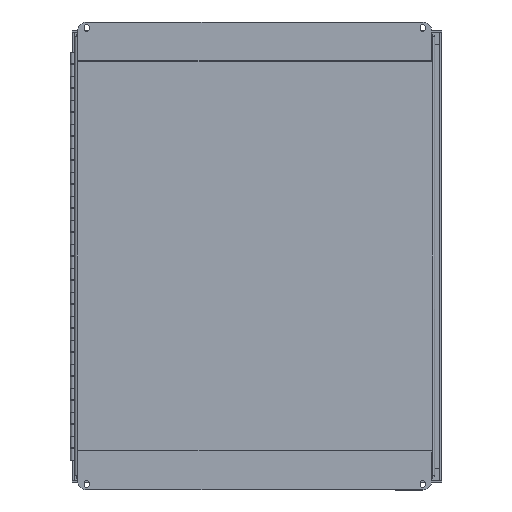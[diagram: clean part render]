
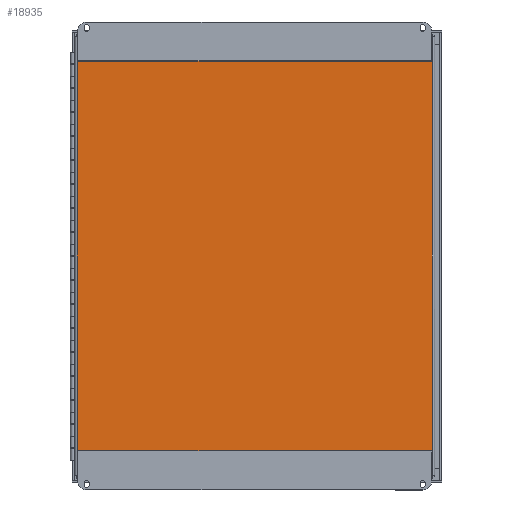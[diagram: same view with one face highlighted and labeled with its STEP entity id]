
A CAD part, top view. The second image highlights one B-rep face of the part: STEP entity #18935.
In plain terms, the highlighted face is planar.
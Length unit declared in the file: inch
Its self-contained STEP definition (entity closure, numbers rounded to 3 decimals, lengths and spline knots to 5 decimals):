
#1961=FACE_OUTER_BOUND('',#2990,.T.);
#2990=EDGE_LOOP('',(#15223,#15224,#15225,#15226));
#4909=LINE('',#29641,#6855);
#4914=LINE('',#29720,#6860);
#4919=LINE('',#29799,#6865);
#4924=LINE('',#29877,#6870);
#6855=VECTOR('',#24008,14.7895);
#6860=VECTOR('',#24019,18.2895);
#6865=VECTOR('',#24032,18.2895);
#6870=VECTOR('',#24045,14.7895);
#8506=VERTEX_POINT('',#29632);
#8507=VERTEX_POINT('',#29640);
#8510=VERTEX_POINT('',#29719);
#8512=VERTEX_POINT('',#29791);
#10829=EDGE_CURVE('',#8507,#8506,#4909,.T.);
#10838=EDGE_CURVE('',#8510,#8507,#4914,.T.);
#10847=EDGE_CURVE('',#8506,#8512,#4919,.T.);
#10856=EDGE_CURVE('',#8512,#8510,#4924,.T.);
#15223=ORIENTED_EDGE('',*,*,#10829,.T.);
#15224=ORIENTED_EDGE('',*,*,#10847,.T.);
#15225=ORIENTED_EDGE('',*,*,#10856,.T.);
#15226=ORIENTED_EDGE('',*,*,#10838,.T.);
#17242=PLANE('',#20169);
#18935=ADVANCED_FACE('',(#1961),#17242,.F.);
#20169=AXIS2_PLACEMENT_3D('',#29944,#24054,#24055);
#24008=DIRECTION('',(-1.,0.,0.));
#24019=DIRECTION('',(0.,-1.,0.));
#24032=DIRECTION('',(0.,1.,0.));
#24045=DIRECTION('',(1.,0.,0.));
#24054=DIRECTION('center_axis',(0.,0.,1.));
#24055=DIRECTION('ref_axis',(1.,0.,0.));
#29632=CARTESIAN_POINT('',(0.10525,0.10525,0.));
#29640=CARTESIAN_POINT('',(14.89475,0.10525,0.));
#29641=CARTESIAN_POINT('',(11.19738,0.10525,0.));
#29719=CARTESIAN_POINT('',(14.89475,18.39475,0.));
#29720=CARTESIAN_POINT('',(14.89475,13.82238,0.));
#29791=CARTESIAN_POINT('',(0.10525,18.39475,0.));
#29799=CARTESIAN_POINT('',(0.10525,4.67763,0.));
#29877=CARTESIAN_POINT('',(3.80263,18.39475,0.));
#29944=CARTESIAN_POINT('Origin',(7.5,9.25,0.));
